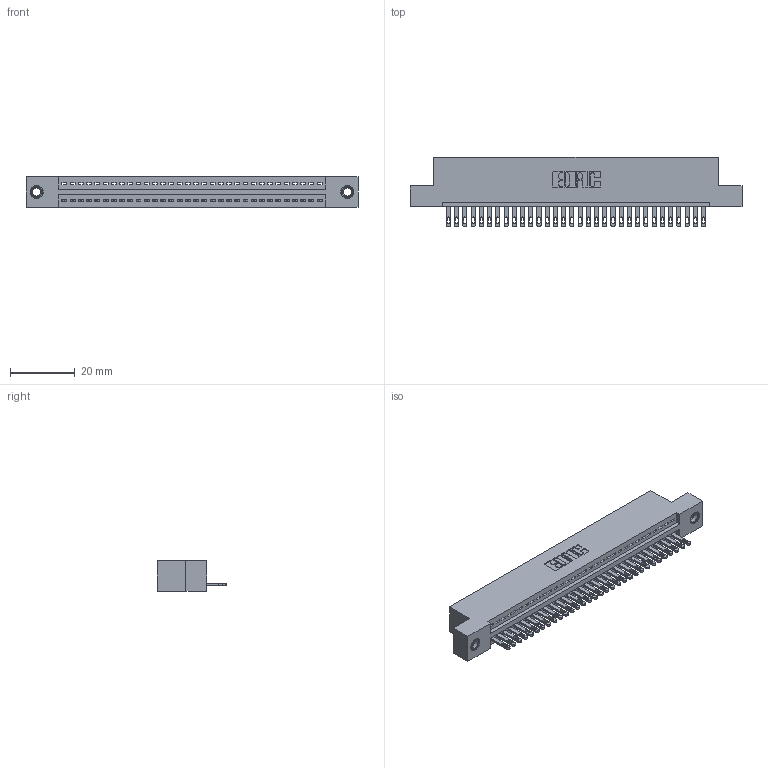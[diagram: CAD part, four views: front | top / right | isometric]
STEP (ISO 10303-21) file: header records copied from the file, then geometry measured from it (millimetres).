
FILE_DESCRIPTION (( 'STEP AP203' ), '1' );
FILE_NAME ('895-032-500-107.STEP', '2020-09-25T19:13:51', ( '' ), ( '' ), 'SwSTEP 2.0', 'SolidWorks 2020', '' );
FILE_SCHEMA (( 'CONFIG_CONTROL_DESIGN' ));
Length unit declared in the file: inch
Products named in the file (4): 345-292-001_345-293-100; 345-250-001_345-250-005-103; 895-032-500-107; 845 Part_Flush Mounting Lugs - 0.156 Dia-TI
Assembly tree (35 placements, depth 2):
  895-032-500-107
    845 Part_Flush Mounting Lugs - 0.156 Dia-TI
    345-292-001_345-293-100  x32
    345-250-001_345-250-005-103  x2
Bounding box: 102.49 x 21.51 x 9.4 mm (x, y, z)
Volume: 9658.9 mm3; surface area: 12804.3 mm2
Topology: 35 solids, 35 shells, 1914 faces, 5853 edges, 3894 vertices
Faces by surface type: plane 1200, cylinder 698, cone 12, torus 4
Entity records: 26546 total; most frequent: CARTESIAN_POINT 4579, ORIENTED_EDGE 4538, DIRECTION 4043, EDGE_CURVE 2269, VECTOR 1985, LINE 1985, VERTEX_POINT 1508, AXIS2_PLACEMENT_3D 1029
